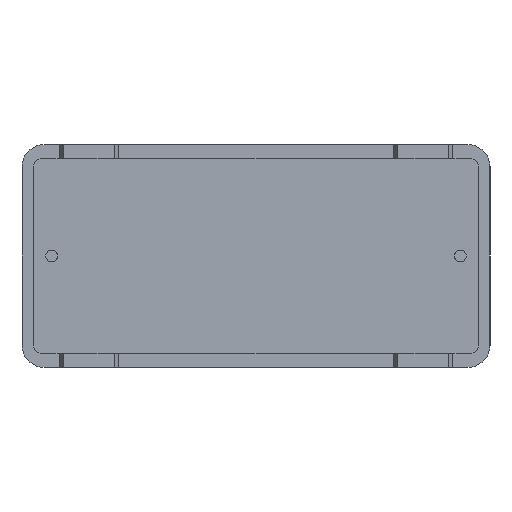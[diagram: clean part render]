
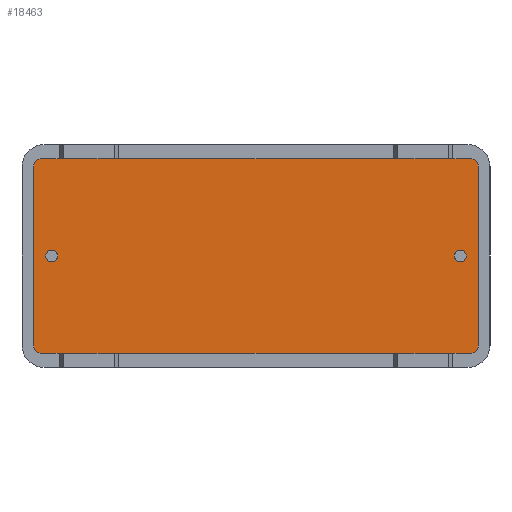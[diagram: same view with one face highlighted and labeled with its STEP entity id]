
A CAD part, front view. The second image highlights one B-rep face of the part: STEP entity #18463.
In plain terms, the highlighted planar face has unit normal (0, -1, 0).
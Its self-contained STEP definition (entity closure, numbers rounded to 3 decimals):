
#109 = CARTESIAN_POINT ( 'NONE',  ( -14.95, -11.8, -6.05 ) ) ;
#288 = DIRECTION ( 'NONE',  ( 0., -1., 0. ) ) ;
#293 = DIRECTION ( 'NONE',  ( 0., 0., -1. ) ) ;
#602 = VERTEX_POINT ( 'NONE', #5693 ) ;
#1162 = DIRECTION ( 'NONE',  ( 0., 0., -1. ) ) ;
#1298 = EDGE_LOOP ( 'NONE', ( #3930, #12096 ) ) ;
#2010 = CARTESIAN_POINT ( 'NONE',  ( -13.75, -11.8, 0. ) ) ;
#2101 = DIRECTION ( 'NONE',  ( 0., -1., 0. ) ) ;
#2220 = VERTEX_POINT ( 'NONE', #19821 ) ;
#2401 = AXIS2_PLACEMENT_3D ( 'NONE', #16477, #24366, #20534 ) ;
#2405 = CARTESIAN_POINT ( 'NONE',  ( -14.45, -11.8, -6.55 ) ) ;
#3101 = EDGE_CURVE ( 'NONE', #21917, #8464, #15721, .T. ) ;
#3291 = AXIS2_PLACEMENT_3D ( 'NONE', #15272, #5411, #17214 ) ;
#3401 = EDGE_LOOP ( 'NONE', ( #4115, #16601, #17696, #22720, #19747, #22851, #16187, #10464 ) ) ;
#3671 = CARTESIAN_POINT ( 'NONE',  ( 14.95, -11.8, 6.55 ) ) ;
#3682 = VECTOR ( 'NONE', #21143, 1000. ) ;
#3848 = DIRECTION ( 'NONE',  ( 1., 0., 0. ) ) ;
#3930 = ORIENTED_EDGE ( 'NONE', *, *, #3101, .F. ) ;
#3974 = CARTESIAN_POINT ( 'NONE',  ( -13.75, -11.8, 0.4 ) ) ;
#4011 = VERTEX_POINT ( 'NONE', #24726 ) ;
#4115 = ORIENTED_EDGE ( 'NONE', *, *, #15769, .T. ) ;
#4212 = AXIS2_PLACEMENT_3D ( 'NONE', #5256, #24226, #1162 ) ;
#4500 = FACE_BOUND ( 'NONE', #22545, .T. ) ;
#4815 = VECTOR ( 'NONE', #17514, 1000. ) ;
#5043 = VERTEX_POINT ( 'NONE', #2405 ) ;
#5192 = DIRECTION ( 'NONE',  ( 0., -1., 0. ) ) ;
#5256 = CARTESIAN_POINT ( 'NONE',  ( 0., -11.8, 0. ) ) ;
#5411 = DIRECTION ( 'NONE',  ( 0., -1., 0. ) ) ;
#5693 = CARTESIAN_POINT ( 'NONE',  ( 13.75, -11.8, -0.4 ) ) ;
#5730 = VERTEX_POINT ( 'NONE', #15694 ) ;
#5820 = DIRECTION ( 'NONE',  ( 0., -1., 0. ) ) ;
#5895 = VERTEX_POINT ( 'NONE', #7011 ) ;
#5997 = CARTESIAN_POINT ( 'NONE',  ( 14.45, -11.8, -6.05 ) ) ;
#6066 = EDGE_CURVE ( 'NONE', #5043, #4011, #20728, .T. ) ;
#6269 = CARTESIAN_POINT ( 'NONE',  ( -14.45, -11.8, 6.55 ) ) ;
#6323 = CIRCLE ( 'NONE', #19623, 0.4 ) ;
#6426 = EDGE_CURVE ( 'NONE', #23829, #5043, #20704, .T. ) ;
#6447 = DIRECTION ( 'NONE',  ( 0., -1., 0. ) ) ;
#6535 = VECTOR ( 'NONE', #3848, 1000. ) ;
#7011 = CARTESIAN_POINT ( 'NONE',  ( 14.95, -11.8, -6.05 ) ) ;
#7115 = CIRCLE ( 'NONE', #12422, 0.5 ) ;
#7250 = LINE ( 'NONE', #13615, #19613 ) ;
#7429 = AXIS2_PLACEMENT_3D ( 'NONE', #13661, #2101, #293 ) ;
#7431 = VERTEX_POINT ( 'NONE', #12853 ) ;
#7683 = DIRECTION ( 'NONE',  ( 0., 0., -1. ) ) ;
#8066 = EDGE_CURVE ( 'NONE', #8464, #21917, #19420, .T. ) ;
#8447 = AXIS2_PLACEMENT_3D ( 'NONE', #14894, #5192, #12681 ) ;
#8464 = VERTEX_POINT ( 'NONE', #23655 ) ;
#9342 = EDGE_CURVE ( 'NONE', #5730, #602, #12735, .T. ) ;
#9693 = CARTESIAN_POINT ( 'NONE',  ( -14.95, -11.8, -6.55 ) ) ;
#9967 = DIRECTION ( 'NONE',  ( 0., 0., -1. ) ) ;
#10404 = AXIS2_PLACEMENT_3D ( 'NONE', #2010, #288, #9967 ) ;
#10454 = VERTEX_POINT ( 'NONE', #21989 ) ;
#10464 = ORIENTED_EDGE ( 'NONE', *, *, #15132, .T. ) ;
#12096 = ORIENTED_EDGE ( 'NONE', *, *, #8066, .F. ) ;
#12422 = AXIS2_PLACEMENT_3D ( 'NONE', #5997, #5820, #7683 ) ;
#12681 = DIRECTION ( 'NONE',  ( 0., 0., -1. ) ) ;
#12735 = CIRCLE ( 'NONE', #3291, 0.4 ) ;
#12853 = CARTESIAN_POINT ( 'NONE',  ( 14.95, -11.8, 6.05 ) ) ;
#12866 = ORIENTED_EDGE ( 'NONE', *, *, #22844, .F. ) ;
#13300 = LINE ( 'NONE', #15730, #3682 ) ;
#13615 = CARTESIAN_POINT ( 'NONE',  ( -14.95, -11.8, 6.55 ) ) ;
#13661 = CARTESIAN_POINT ( 'NONE',  ( 14.45, -11.8, 6.05 ) ) ;
#14159 = ORIENTED_EDGE ( 'NONE', *, *, #9342, .F. ) ;
#14747 = DIRECTION ( 'NONE',  ( 0., -1., 0. ) ) ;
#14894 = CARTESIAN_POINT ( 'NONE',  ( -14.45, -11.8, -6.05 ) ) ;
#15067 = LINE ( 'NONE', #3671, #4815 ) ;
#15132 = EDGE_CURVE ( 'NONE', #19993, #10454, #18210, .T. ) ;
#15272 = CARTESIAN_POINT ( 'NONE',  ( 13.75, -11.8, 0. ) ) ;
#15320 = AXIS2_PLACEMENT_3D ( 'NONE', #21764, #6447, #23708 ) ;
#15694 = CARTESIAN_POINT ( 'NONE',  ( 13.75, -11.8, 0.4 ) ) ;
#15721 = CIRCLE ( 'NONE', #2401, 0.4 ) ;
#15730 = CARTESIAN_POINT ( 'NONE',  ( -14.95, -11.8, 6.55 ) ) ;
#15769 = EDGE_CURVE ( 'NONE', #10454, #23829, #13300, .T. ) ;
#16187 = ORIENTED_EDGE ( 'NONE', *, *, #18133, .T. ) ;
#16369 = EDGE_CURVE ( 'NONE', #7431, #2220, #19688, .T. ) ;
#16477 = CARTESIAN_POINT ( 'NONE',  ( -13.75, -11.8, 0. ) ) ;
#16589 = FACE_OUTER_BOUND ( 'NONE', #3401, .T. ) ;
#16601 = ORIENTED_EDGE ( 'NONE', *, *, #6426, .T. ) ;
#16758 = CARTESIAN_POINT ( 'NONE',  ( 13.75, -11.8, 0. ) ) ;
#17214 = DIRECTION ( 'NONE',  ( 0., 0., -1. ) ) ;
#17430 = DIRECTION ( 'NONE',  ( -1., 0., 0. ) ) ;
#17514 = DIRECTION ( 'NONE',  ( 0., 0., 1. ) ) ;
#17696 = ORIENTED_EDGE ( 'NONE', *, *, #6066, .T. ) ;
#18119 = EDGE_CURVE ( 'NONE', #5895, #7431, #15067, .T. ) ;
#18133 = EDGE_CURVE ( 'NONE', #2220, #19993, #7250, .T. ) ;
#18210 = CIRCLE ( 'NONE', #15320, 0.5 ) ;
#18463 = ADVANCED_FACE ( 'NONE', ( #4500, #25086, #16589 ), #24387, .T. ) ;
#19069 = EDGE_CURVE ( 'NONE', #4011, #5895, #7115, .T. ) ;
#19420 = CIRCLE ( 'NONE', #10404, 0.4 ) ;
#19613 = VECTOR ( 'NONE', #17430, 1000. ) ;
#19623 = AXIS2_PLACEMENT_3D ( 'NONE', #16758, #14747, #20660 ) ;
#19688 = CIRCLE ( 'NONE', #7429, 0.5 ) ;
#19747 = ORIENTED_EDGE ( 'NONE', *, *, #18119, .T. ) ;
#19821 = CARTESIAN_POINT ( 'NONE',  ( 14.45, -11.8, 6.55 ) ) ;
#19993 = VERTEX_POINT ( 'NONE', #6269 ) ;
#20534 = DIRECTION ( 'NONE',  ( 0., 0., -1. ) ) ;
#20660 = DIRECTION ( 'NONE',  ( 0., 0., -1. ) ) ;
#20704 = CIRCLE ( 'NONE', #8447, 0.5 ) ;
#20728 = LINE ( 'NONE', #9693, #6535 ) ;
#21143 = DIRECTION ( 'NONE',  ( 0., 0., -1. ) ) ;
#21764 = CARTESIAN_POINT ( 'NONE',  ( -14.45, -11.8, 6.05 ) ) ;
#21917 = VERTEX_POINT ( 'NONE', #3974 ) ;
#21989 = CARTESIAN_POINT ( 'NONE',  ( -14.95, -11.8, 6.05 ) ) ;
#22545 = EDGE_LOOP ( 'NONE', ( #14159, #12866 ) ) ;
#22720 = ORIENTED_EDGE ( 'NONE', *, *, #19069, .T. ) ;
#22844 = EDGE_CURVE ( 'NONE', #602, #5730, #6323, .T. ) ;
#22851 = ORIENTED_EDGE ( 'NONE', *, *, #16369, .T. ) ;
#23655 = CARTESIAN_POINT ( 'NONE',  ( -13.75, -11.8, -0.4 ) ) ;
#23708 = DIRECTION ( 'NONE',  ( 0., 0., -1. ) ) ;
#23829 = VERTEX_POINT ( 'NONE', #109 ) ;
#24226 = DIRECTION ( 'NONE',  ( 0., -1., 0. ) ) ;
#24366 = DIRECTION ( 'NONE',  ( 0., -1., 0. ) ) ;
#24387 = PLANE ( 'NONE',  #4212 ) ;
#24726 = CARTESIAN_POINT ( 'NONE',  ( 14.45, -11.8, -6.55 ) ) ;
#25086 = FACE_BOUND ( 'NONE', #1298, .T. ) ;
